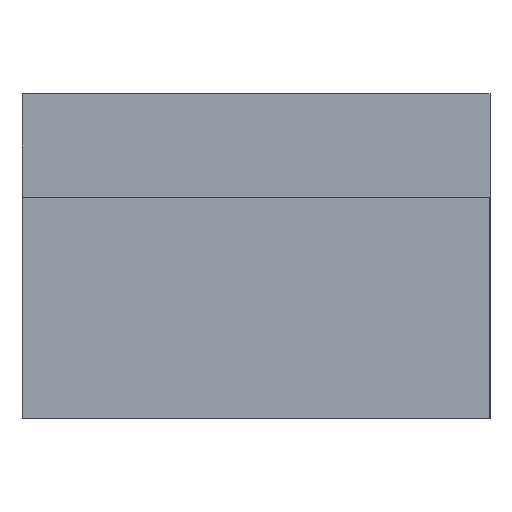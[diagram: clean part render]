
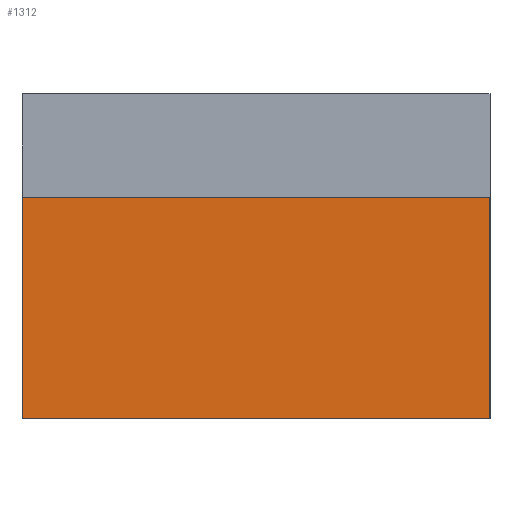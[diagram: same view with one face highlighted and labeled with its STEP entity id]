
A CAD part, left-side view. The second image highlights one B-rep face of the part: STEP entity #1312.
In plain terms, the highlighted planar face has unit normal (-1, 0, 0).
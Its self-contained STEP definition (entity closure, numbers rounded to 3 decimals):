
#97=FACE_OUTER_BOUND('',#182,.T.);
#182=EDGE_LOOP('',(#1126,#1127,#1128,#1129));
#200=LINE('',#1772,#371);
#207=LINE('',#1785,#378);
#265=LINE('',#1903,#436);
#313=LINE('',#1999,#484);
#371=VECTOR('',#1434,10.);
#378=VECTOR('',#1443,10.);
#436=VECTOR('',#1539,10.);
#484=VECTOR('',#1629,10.);
#541=VERTEX_POINT('',#1769);
#542=VERTEX_POINT('',#1771);
#547=VERTEX_POINT('',#1783);
#588=VERTEX_POINT('',#1902);
#652=EDGE_CURVE('',#541,#542,#200,.T.);
#659=EDGE_CURVE('',#547,#541,#207,.T.);
#718=EDGE_CURVE('',#542,#588,#265,.T.);
#768=EDGE_CURVE('',#547,#588,#313,.T.);
#1126=ORIENTED_EDGE('',*,*,#659,.F.);
#1127=ORIENTED_EDGE('',*,*,#768,.T.);
#1128=ORIENTED_EDGE('',*,*,#718,.F.);
#1129=ORIENTED_EDGE('',*,*,#652,.F.);
#1237=PLANE('',#1410);
#1312=ADVANCED_FACE('',(#97),#1237,.T.);
#1410=AXIS2_PLACEMENT_3D('',#2068,#1708,#1709);
#1434=DIRECTION('',(0.,0.,1.));
#1443=DIRECTION('',(0.,1.,0.));
#1539=DIRECTION('',(0.,-1.,0.));
#1629=DIRECTION('',(0.,0.,1.));
#1708=DIRECTION('center_axis',(-1.,0.,0.));
#1709=DIRECTION('ref_axis',(0.,-1.,0.));
#1769=CARTESIAN_POINT('',(0.,18.,0.));
#1771=CARTESIAN_POINT('',(0.,18.,8.5));
#1772=CARTESIAN_POINT('',(0.,18.,0.));
#1783=CARTESIAN_POINT('',(0.,0.,0.));
#1785=CARTESIAN_POINT('',(0.,0.,0.));
#1902=CARTESIAN_POINT('',(0.,0.,8.5));
#1903=CARTESIAN_POINT('',(0.,0.,8.5));
#1999=CARTESIAN_POINT('',(0.,0.,0.));
#2068=CARTESIAN_POINT('Origin',(0.,18.,0.));
